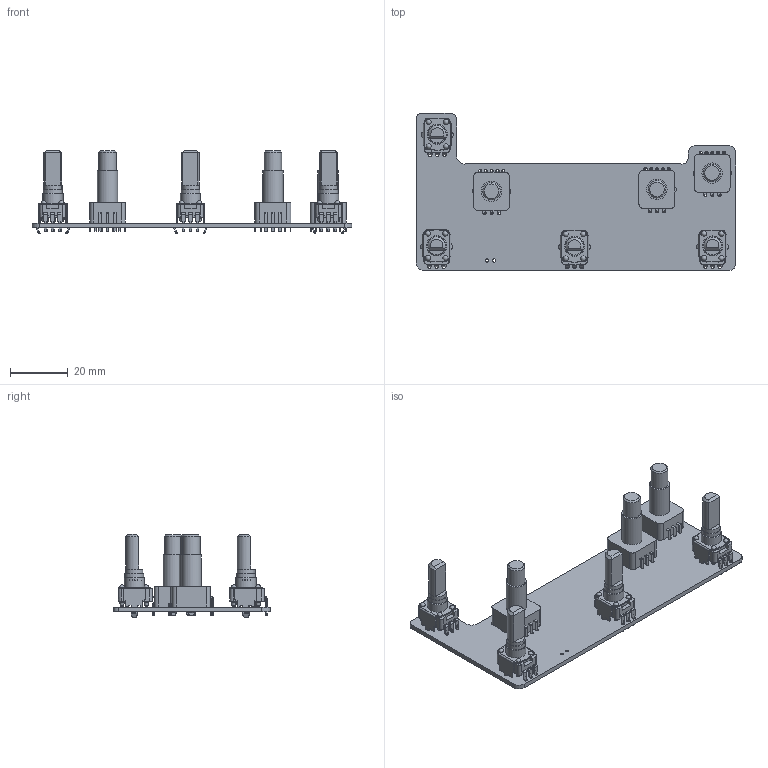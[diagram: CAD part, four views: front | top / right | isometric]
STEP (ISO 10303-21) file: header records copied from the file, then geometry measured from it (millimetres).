
FILE_DESCRIPTION(('KiCad electronic assembly'),'2;1');
FILE_NAME('knobs.step','2019-09-29T10:40:41',('An Author'),('A Company') ,'Open CASCADE STEP processor 6.9','KiCad to STEP converter','Unknown' );
FILE_SCHEMA(('AUTOMOTIVE_DESIGN { 1 0 10303 214 1 1 1 1 }'));
Length unit declared in the file: millimetre
Products named in the file (6): Open CASCADE STEP translator 6.9 1; Panasonic_EVU-F2MFL3D14; SOLID; Bourns_PEL12T4225S-S1024; COMPOUND
Assembly tree (10 placements, depth 3):
  Open CASCADE STEP translator 6.9 1
    Panasonic_EVU-F2MFL3D14  x4
      SOLID
    Bourns_PEL12T4225S-S1024  x3
      SOLID
    COMPOUND
Bounding box: 110.5 x 54.31 x 28.8 mm (x, y, z)
Volume: 16374.3 mm3; surface area: 17727.1 mm2
Topology: 8 solids, 8 shells, 1235 faces, 3259 edges, 2154 vertices
Faces by surface type: plane 772, cylinder 364, cone 59, sphere 40
Full cylindrical faces by diameter (mm): 1.1 x36, 1.11 x2, 1.19 x4, 1.3 x8, 1.6 x8, 1.64 x8, 2.1 x14, 6 x3, 6.05 x4, 6.11 x4, 6.5 x4, 6.92 x4, 7 x3
Entity records: 29890 total; most frequent: CARTESIAN_POINT 6359, DIRECTION 4042, LINE 2378, VECTOR 2378, ORIENTED_EDGE 2068, PCURVE 2068, DEFINITIONAL_REPRESENTATION 2068, EDGE_CURVE 1034
